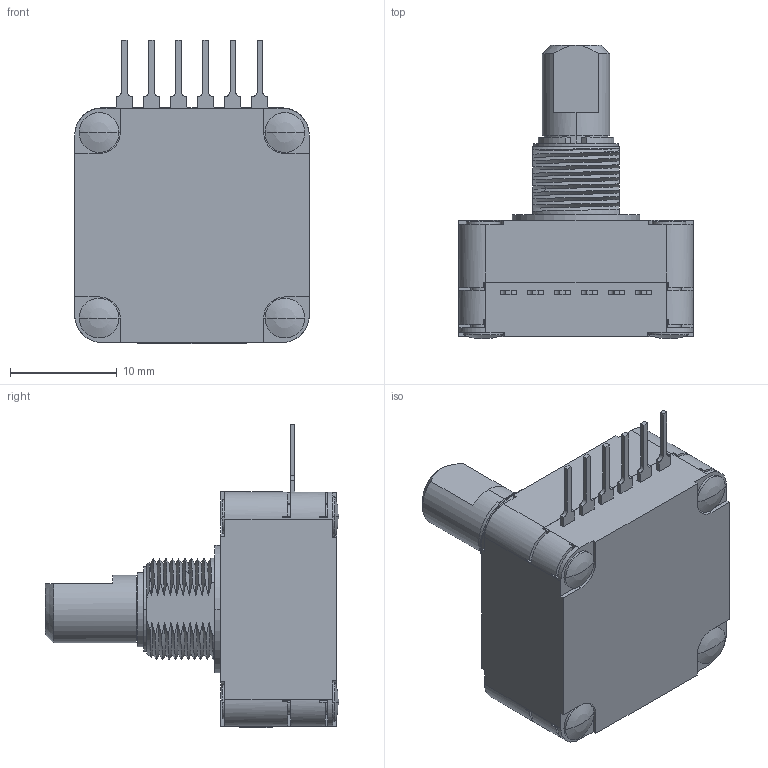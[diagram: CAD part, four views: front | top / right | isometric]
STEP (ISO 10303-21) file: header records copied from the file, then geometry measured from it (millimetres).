
FILE_DESCRIPTION((''),'2;1');
FILE_NAME('25BSP11THRU18-BG-1-XX_SW0001','2009-11-05T',('Administrator'),(''),'PRO/ENGINEER BY PARAMETRIC TECHNOLOGY CORPORATION, 2006200','PRO/ENGINEER BY PARAMETRIC TECHNOLOGY CORPORATION, 2006200','');
FILE_SCHEMA(('CONFIG_CONTROL_DESIGN'));
Length unit declared in the file: inch
Products named in the file (1): 25BSP11THRU18-BG-1-XX_SW0001
Bounding box: 21.97 x 27.51 x 28.43 mm (x, y, z)
Volume: 2864.2 mm3; surface area: 5400.2 mm2
Topology: 1 solids, 1 shells, 546 faces, 1489 edges, 965 vertices
Faces by surface type: plane 335, cylinder 138, bspline 46, cone 19, sphere 8
Entity records: 23528 total; most frequent: CARTESIAN_POINT 6413, ORIENTED_EDGE 2946, DIRECTION 2724, EDGE_CURVE 1473, VERTEX_POINT 965, VECTOR 918, LINE 918, AXIS2_PLACEMENT_3D 903
